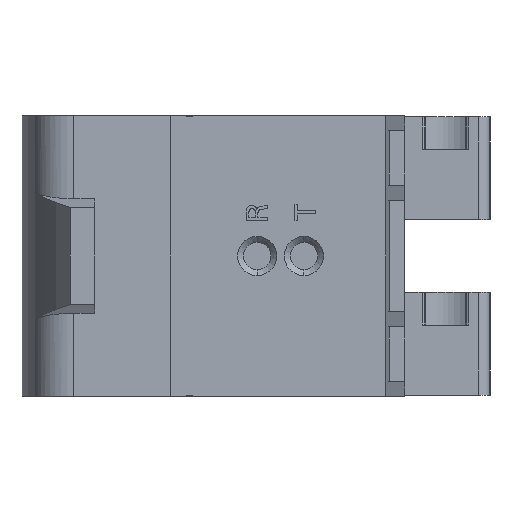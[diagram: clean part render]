
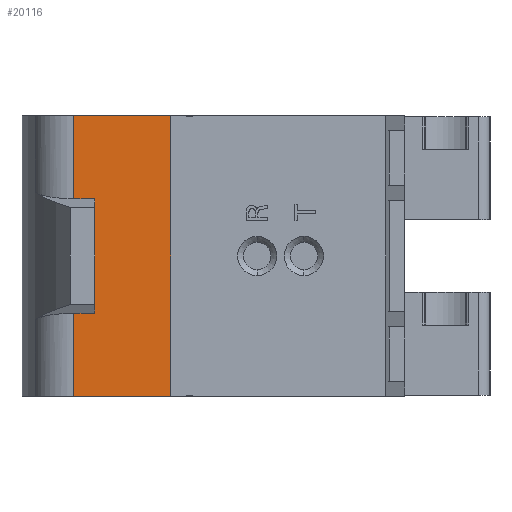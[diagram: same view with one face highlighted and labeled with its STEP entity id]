
A CAD part, left-side view. The second image highlights one B-rep face of the part: STEP entity #20116.
In plain terms, the highlighted planar face has unit normal (-1, 0, 0).
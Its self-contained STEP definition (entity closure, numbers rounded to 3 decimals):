
#19231=DIRECTION('',(0.,-1.,0.));
#19232=VECTOR('',#19231,8.276);
#19233=CARTESIAN_POINT('',(-35.,13.926,-12.));
#19234=LINE('',#19233,#19232);
#19394=DIRECTION('',(0.,-1.,0.));
#19395=VECTOR('',#19394,8.276);
#19396=CARTESIAN_POINT('',(-35.,13.926,12.));
#19397=LINE('',#19396,#19395);
#19406=DIRECTION('',(0.,0.,-1.));
#19407=VECTOR('',#19406,7.1);
#19408=CARTESIAN_POINT('',(-35.,13.926,-4.9));
#19409=LINE('',#19408,#19407);
#19410=DIRECTION('',(0.,-1.,0.));
#19411=VECTOR('',#19410,1.776);
#19412=CARTESIAN_POINT('',(-35.,13.926,-4.9));
#19413=LINE('',#19412,#19411);
#19414=DIRECTION('',(0.,0.,1.));
#19415=VECTOR('',#19414,9.8);
#19416=CARTESIAN_POINT('',(-35.,12.15,-4.9));
#19417=LINE('',#19416,#19415);
#19418=DIRECTION('',(0.,-1.,0.));
#19419=VECTOR('',#19418,1.776);
#19420=CARTESIAN_POINT('',(-35.,13.926,4.9));
#19421=LINE('',#19420,#19419);
#19422=DIRECTION('',(0.,0.,-1.));
#19423=VECTOR('',#19422,7.1);
#19424=CARTESIAN_POINT('',(-35.,13.926,12.));
#19425=LINE('',#19424,#19423);
#19464=DIRECTION('',(0.,0.,1.));
#19465=VECTOR('',#19464,24.);
#19466=CARTESIAN_POINT('',(-35.,5.65,-12.));
#19467=LINE('',#19466,#19465);
#19750=CARTESIAN_POINT('',(-35.,5.65,-12.));
#19752=VERTEX_POINT('',#19750);
#19762=CARTESIAN_POINT('',(-35.,5.65,12.));
#19764=VERTEX_POINT('',#19762);
#19800=CARTESIAN_POINT('',(-35.,12.15,-4.9));
#19801=CARTESIAN_POINT('',(-35.,12.15,4.9));
#19802=VERTEX_POINT('',#19800);
#19803=VERTEX_POINT('',#19801);
#19812=CARTESIAN_POINT('',(-35.,13.926,-12.));
#19814=VERTEX_POINT('',#19812);
#19818=CARTESIAN_POINT('',(-35.,13.926,-4.9));
#19819=VERTEX_POINT('',#19818);
#19824=CARTESIAN_POINT('',(-35.,13.926,12.));
#19825=VERTEX_POINT('',#19824);
#19826=CARTESIAN_POINT('',(-35.,13.926,4.9));
#19827=VERTEX_POINT('',#19826);
#20097=CARTESIAN_POINT('',(-35.,18.35,-12.));
#20098=DIRECTION('',(-1.,0.,0.));
#20099=DIRECTION('',(0.,-1.,0.));
#20100=AXIS2_PLACEMENT_3D('',#20097,#20098,#20099);
#20101=PLANE('',#20100);
#20102=ORIENTED_EDGE('',*,*,#19954,.F.);
#20104=ORIENTED_EDGE('',*,*,#20103,.T.);
#20106=ORIENTED_EDGE('',*,*,#20105,.T.);
#20108=ORIENTED_EDGE('',*,*,#20107,.F.);
#20109=ORIENTED_EDGE('',*,*,#20090,.F.);
#20110=ORIENTED_EDGE('',*,*,#20078,.T.);
#20112=ORIENTED_EDGE('',*,*,#20111,.F.);
#20113=ORIENTED_EDGE('',*,*,#19913,.F.);
#20114=EDGE_LOOP('',(#20102,#20104,#20106,#20108,#20109,#20110,#20112,#20113));
#20115=FACE_OUTER_BOUND('',#20114,.F.);
#20116=ADVANCED_FACE('',(#20115),#20101,.T.);
#19913=EDGE_CURVE('',#19814,#19752,#19234,.T.);
#19954=EDGE_CURVE('',#19819,#19814,#19409,.T.);
#20078=EDGE_CURVE('',#19825,#19764,#19397,.T.);
#20090=EDGE_CURVE('',#19825,#19827,#19425,.T.);
#20103=EDGE_CURVE('',#19819,#19802,#19413,.T.);
#20105=EDGE_CURVE('',#19802,#19803,#19417,.T.);
#20107=EDGE_CURVE('',#19827,#19803,#19421,.T.);
#20111=EDGE_CURVE('',#19752,#19764,#19467,.T.);
